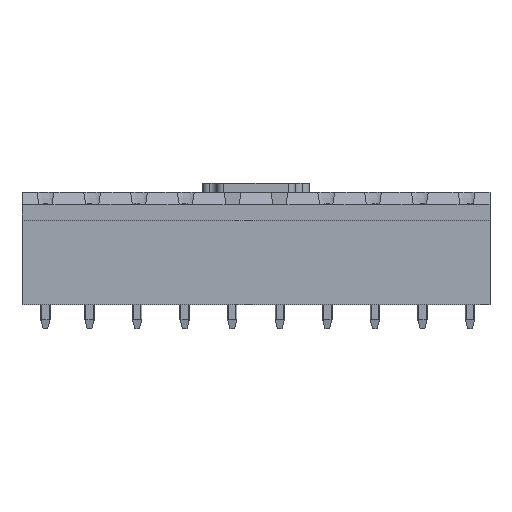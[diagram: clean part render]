
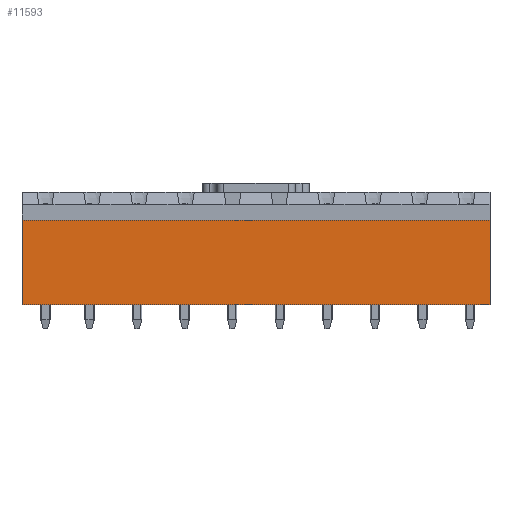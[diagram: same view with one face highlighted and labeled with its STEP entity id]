
A CAD part, front view. The second image highlights one B-rep face of the part: STEP entity #11593.
In plain terms, the highlighted planar face has unit normal (0, -1, 0).
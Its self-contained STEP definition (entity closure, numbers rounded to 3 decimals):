
#1453=ORIENTED_EDGE('',*,*,#4630,.T.);
#1454=ORIENTED_EDGE('',*,*,#3964,.T.);
#1455=ORIENTED_EDGE('',*,*,#4188,.T.);
#1456=ORIENTED_EDGE('',*,*,#4694,.T.);
#3964=EDGE_CURVE('',#5667,#5666,#6764,.T.);
#4188=EDGE_CURVE('',#5666,#5884,#6928,.T.);
#4630=EDGE_CURVE('',#6218,#5667,#7352,.T.);
#4694=EDGE_CURVE('',#5884,#6218,#7406,.T.);
#5666=VERTEX_POINT('',#16287);
#5667=VERTEX_POINT('',#16289);
#5884=VERTEX_POINT('',#16738);
#6218=VERTEX_POINT('',#17665);
#6764=LINE('',#16288,#8134);
#6928=LINE('',#16739,#8298);
#7352=LINE('',#17664,#8722);
#7406=LINE('',#17761,#8776);
#8134=VECTOR('',#13099,1000.);
#8298=VECTOR('',#13401,1000.);
#8722=VECTOR('',#14017,1000.);
#8776=VECTOR('',#14099,1000.);
#9620=EDGE_LOOP('',(#1453,#1454,#1455,#1456));
#10356=FACE_BOUND('',#9620,.T.);
#11082=PLANE('',#12364);
#11593=ADVANCED_FACE('',(#10356),#11082,.T.);
#12364=AXIS2_PLACEMENT_3D('',#17762,#14100,#14101);
#13099=DIRECTION('',(1.,0.,0.));
#13401=DIRECTION('',(0.,0.,1.));
#14017=DIRECTION('',(0.,0.,-1.));
#14099=DIRECTION('',(-1.,0.,0.));
#14100=DIRECTION('',(0.,-1.,0.));
#14101=DIRECTION('',(0.,0.,-1.));
#16287=CARTESIAN_POINT('',(25.,0.7,-6.));
#16288=CARTESIAN_POINT('',(-25.,0.7,-6.));
#16289=CARTESIAN_POINT('',(-25.,0.7,-6.));
#16738=CARTESIAN_POINT('',(25.,0.7,3.));
#16739=CARTESIAN_POINT('',(25.,0.7,-6.));
#17664=CARTESIAN_POINT('',(-25.,0.7,3.));
#17665=CARTESIAN_POINT('',(-25.,0.7,3.));
#17761=CARTESIAN_POINT('',(25.,0.7,3.));
#17762=CARTESIAN_POINT('',(0.,0.7,0.));
